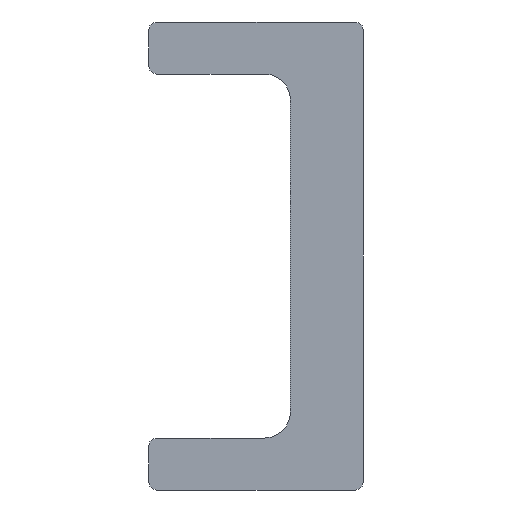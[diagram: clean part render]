
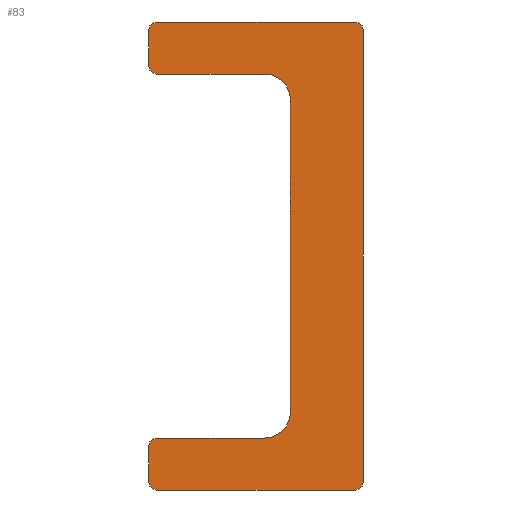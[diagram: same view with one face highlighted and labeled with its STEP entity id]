
A CAD part, front view. The second image highlights one B-rep face of the part: STEP entity #83.
In plain terms, the highlighted planar face has unit normal (0, -1, 0).
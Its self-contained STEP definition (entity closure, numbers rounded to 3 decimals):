
#83 = ADVANCED_FACE( '', ( #209 ), #210, .F. );
#209 = FACE_OUTER_BOUND( '', #396, .T. );
#210 = PLANE( '', #397 );
#396 = EDGE_LOOP( '', ( #603, #604, #605, #606, #607, #608, #609, #610, #611, #612, #613, #614, #615, #616, #617, #618 ) );
#397 = AXIS2_PLACEMENT_3D( '', #619, #620, #621 );
#603 = ORIENTED_EDGE( '', *, *, #919, .F. );
#604 = ORIENTED_EDGE( '', *, *, #907, .T. );
#605 = ORIENTED_EDGE( '', *, *, #927, .F. );
#606 = ORIENTED_EDGE( '', *, *, #924, .T. );
#607 = ORIENTED_EDGE( '', *, *, #928, .F. );
#608 = ORIENTED_EDGE( '', *, *, #929, .T. );
#609 = ORIENTED_EDGE( '', *, *, #930, .F. );
#610 = ORIENTED_EDGE( '', *, *, #931, .T. );
#611 = ORIENTED_EDGE( '', *, *, #932, .F. );
#612 = ORIENTED_EDGE( '', *, *, #933, .T. );
#613 = ORIENTED_EDGE( '', *, *, #892, .F. );
#614 = ORIENTED_EDGE( '', *, *, #934, .T. );
#615 = ORIENTED_EDGE( '', *, *, #935, .F. );
#616 = ORIENTED_EDGE( '', *, *, #936, .T. );
#617 = ORIENTED_EDGE( '', *, *, #937, .F. );
#618 = ORIENTED_EDGE( '', *, *, #938, .T. );
#619 = CARTESIAN_POINT( '', ( -4.125, 0., 9. ) );
#620 = DIRECTION( '', ( 0., 1., 0. ) );
#621 = DIRECTION( '', ( 0., 0., 1. ) );
#892 = EDGE_CURVE( '', #1021, #1022, #1023, .T. );
#907 = EDGE_CURVE( '', #1048, #1046, #1049, .F. );
#919 = EDGE_CURVE( '', #1048, #1070, #1071, .T. );
#924 = EDGE_CURVE( '', #1079, #1077, #1080, .F. );
#927 = EDGE_CURVE( '', #1079, #1046, #1083, .T. );
#928 = EDGE_CURVE( '', #1084, #1077, #1085, .T. );
#929 = EDGE_CURVE( '', #1084, #1086, #1087, .F. );
#930 = EDGE_CURVE( '', #1088, #1086, #1089, .T. );
#931 = EDGE_CURVE( '', #1088, #1090, #1091, .T. );
#932 = EDGE_CURVE( '', #1092, #1090, #1093, .T. );
#933 = EDGE_CURVE( '', #1092, #1022, #1094, .T. );
#934 = EDGE_CURVE( '', #1021, #1095, #1096, .F. );
#935 = EDGE_CURVE( '', #1097, #1095, #1098, .T. );
#936 = EDGE_CURVE( '', #1097, #1099, #1100, .F. );
#937 = EDGE_CURVE( '', #1101, #1099, #1102, .T. );
#938 = EDGE_CURVE( '', #1101, #1070, #1103, .F. );
#1021 = VERTEX_POINT( '', #1218 );
#1022 = VERTEX_POINT( '', #1219 );
#1023 = LINE( '', #1220, #1221 );
#1046 = VERTEX_POINT( '', #1247 );
#1048 = VERTEX_POINT( '', #1250 );
#1049 = CIRCLE( '', #1251, 0.3 );
#1070 = VERTEX_POINT( '', #1274 );
#1071 = LINE( '', #1275, #1276 );
#1077 = VERTEX_POINT( '', #1283 );
#1079 = VERTEX_POINT( '', #1286 );
#1080 = CIRCLE( '', #1287, 0.3 );
#1083 = LINE( '', #1291, #1292 );
#1084 = VERTEX_POINT( '', #1293 );
#1085 = LINE( '', #1294, #1295 );
#1086 = VERTEX_POINT( '', #1296 );
#1087 = CIRCLE( '', #1297, 0.3 );
#1088 = VERTEX_POINT( '', #1298 );
#1089 = LINE( '', #1299, #1300 );
#1090 = VERTEX_POINT( '', #1301 );
#1091 = CIRCLE( '', #1302, 1. );
#1092 = VERTEX_POINT( '', #1303 );
#1093 = LINE( '', #1304, #1305 );
#1094 = CIRCLE( '', #1306, 1. );
#1095 = VERTEX_POINT( '', #1307 );
#1096 = CIRCLE( '', #1308, 0.3 );
#1097 = VERTEX_POINT( '', #1309 );
#1098 = LINE( '', #1310, #1311 );
#1099 = VERTEX_POINT( '', #1312 );
#1100 = CIRCLE( '', #1313, 0.3 );
#1101 = VERTEX_POINT( '', #1314 );
#1102 = LINE( '', #1315, #1316 );
#1103 = CIRCLE( '', #1317, 0.3 );
#1218 = CARTESIAN_POINT( '', ( -3.825, 0., -7. ) );
#1219 = CARTESIAN_POINT( '', ( 0.325, 0., -7. ) );
#1220 = CARTESIAN_POINT( '', ( 1.325, 0., -7. ) );
#1221 = VECTOR( '', #1446, 1000. );
#1247 = CARTESIAN_POINT( '', ( 3.825, 0., 9. ) );
#1250 = CARTESIAN_POINT( '', ( 4.125, 0., 8.7 ) );
#1251 = AXIS2_PLACEMENT_3D( '', #1469, #1470, #1471 );
#1274 = CARTESIAN_POINT( '', ( 4.125, 0., -8.7 ) );
#1275 = CARTESIAN_POINT( '', ( 4.125, 0., 9. ) );
#1276 = VECTOR( '', #1498, 1000. );
#1283 = CARTESIAN_POINT( '', ( -4.125, 0., 8.7 ) );
#1286 = CARTESIAN_POINT( '', ( -3.825, 0., 9. ) );
#1287 = AXIS2_PLACEMENT_3D( '', #1504, #1505, #1506 );
#1291 = CARTESIAN_POINT( '', ( -4.125, 0., 9. ) );
#1292 = VECTOR( '', #1508, 1000. );
#1293 = CARTESIAN_POINT( '', ( -4.125, 0., 7.3 ) );
#1294 = CARTESIAN_POINT( '', ( -4.125, 0., -9. ) );
#1295 = VECTOR( '', #1509, 1000. );
#1296 = CARTESIAN_POINT( '', ( -3.825, 0., 7. ) );
#1297 = AXIS2_PLACEMENT_3D( '', #1510, #1511, #1512 );
#1298 = CARTESIAN_POINT( '', ( 0.325, 0., 7. ) );
#1299 = CARTESIAN_POINT( '', ( -4.125, 0., 7. ) );
#1300 = VECTOR( '', #1513, 1000. );
#1301 = CARTESIAN_POINT( '', ( 1.325, 0., 6. ) );
#1302 = AXIS2_PLACEMENT_3D( '', #1514, #1515, #1516 );
#1303 = CARTESIAN_POINT( '', ( 1.325, 0., -6. ) );
#1304 = CARTESIAN_POINT( '', ( 1.325, 0., 7. ) );
#1305 = VECTOR( '', #1517, 1000. );
#1306 = AXIS2_PLACEMENT_3D( '', #1518, #1519, #1520 );
#1307 = CARTESIAN_POINT( '', ( -4.125, 0., -7.3 ) );
#1308 = AXIS2_PLACEMENT_3D( '', #1521, #1522, #1523 );
#1309 = CARTESIAN_POINT( '', ( -4.125, 0., -8.7 ) );
#1310 = CARTESIAN_POINT( '', ( -4.125, 0., -9. ) );
#1311 = VECTOR( '', #1524, 1000. );
#1312 = CARTESIAN_POINT( '', ( -3.825, 0., -9. ) );
#1313 = AXIS2_PLACEMENT_3D( '', #1525, #1526, #1527 );
#1314 = CARTESIAN_POINT( '', ( 3.825, 0., -9. ) );
#1315 = CARTESIAN_POINT( '', ( 4.125, 0., -9. ) );
#1316 = VECTOR( '', #1528, 1000. );
#1317 = AXIS2_PLACEMENT_3D( '', #1529, #1530, #1531 );
#1446 = DIRECTION( '', ( 1., 0., 0. ) );
#1469 = CARTESIAN_POINT( '', ( 3.825, 0., 8.7 ) );
#1470 = DIRECTION( '', ( 0., 1., 0. ) );
#1471 = DIRECTION( '', ( 0., 0., 1. ) );
#1498 = DIRECTION( '', ( 0., 0., -1. ) );
#1504 = CARTESIAN_POINT( '', ( -3.825, 0., 8.7 ) );
#1505 = DIRECTION( '', ( 0., 1., 0. ) );
#1506 = DIRECTION( '', ( 0., 0., 1. ) );
#1508 = DIRECTION( '', ( 1., 0., 0. ) );
#1509 = DIRECTION( '', ( 0., 0., 1. ) );
#1510 = CARTESIAN_POINT( '', ( -3.825, 0., 7.3 ) );
#1511 = DIRECTION( '', ( 0., 1., 0. ) );
#1512 = DIRECTION( '', ( 0., 0., 1. ) );
#1513 = DIRECTION( '', ( -1., 0., 0. ) );
#1514 = CARTESIAN_POINT( '', ( 0.325, 0., 6. ) );
#1515 = DIRECTION( '', ( 0., 1., 0. ) );
#1516 = DIRECTION( '', ( 0., 0., 1. ) );
#1517 = DIRECTION( '', ( 0., 0., 1. ) );
#1518 = CARTESIAN_POINT( '', ( 0.325, 0., -6. ) );
#1519 = DIRECTION( '', ( 0., 1., 0. ) );
#1520 = DIRECTION( '', ( 0., 0., 1. ) );
#1521 = CARTESIAN_POINT( '', ( -3.825, 0., -7.3 ) );
#1522 = DIRECTION( '', ( 0., 1., 0. ) );
#1523 = DIRECTION( '', ( 0., 0., 1. ) );
#1524 = DIRECTION( '', ( 0., 0., 1. ) );
#1525 = CARTESIAN_POINT( '', ( -3.825, 0., -8.7 ) );
#1526 = DIRECTION( '', ( 0., 1., 0. ) );
#1527 = DIRECTION( '', ( 0., 0., 1. ) );
#1528 = DIRECTION( '', ( -1., 0., 0. ) );
#1529 = CARTESIAN_POINT( '', ( 3.825, 0., -8.7 ) );
#1530 = DIRECTION( '', ( 0., 1., 0. ) );
#1531 = DIRECTION( '', ( 0., 0., 1. ) );
